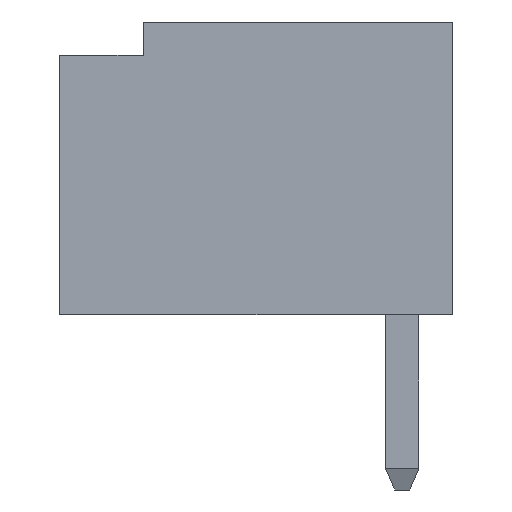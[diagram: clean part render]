
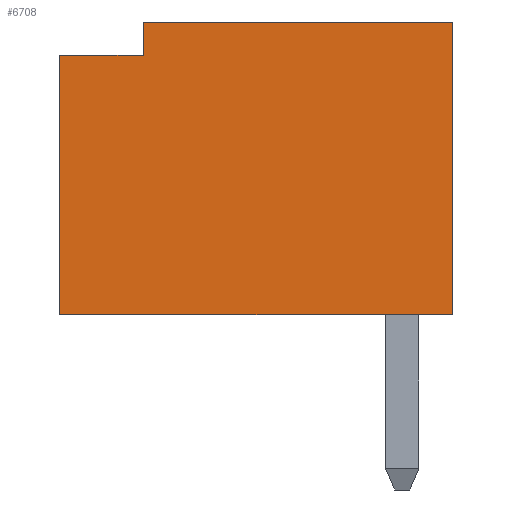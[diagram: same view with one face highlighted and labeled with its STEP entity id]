
A CAD part, left-side view. The second image highlights one B-rep face of the part: STEP entity #6708.
In plain terms, the highlighted planar face has unit normal (-1, 0, 0).
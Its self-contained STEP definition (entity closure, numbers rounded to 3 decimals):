
#5=DIRECTION('',(0.,0.,1.));
#6=VECTOR('',#5,3.5);
#7=CARTESIAN_POINT('',(-7.75,0.,-1.75));
#8=LINE('',#7,#6);
#57=DIRECTION('',(0.,1.,0.));
#58=VECTOR('',#57,3.7);
#59=CARTESIAN_POINT('',(-7.75,0.,1.75));
#60=LINE('',#59,#58);
#865=DIRECTION('',(0.,0.,1.));
#866=VECTOR('',#865,3.1);
#867=CARTESIAN_POINT('',(-7.75,4.7,-1.75));
#868=LINE('',#867,#866);
#993=DIRECTION('',(0.,-1.,0.));
#994=VECTOR('',#993,1.);
#995=CARTESIAN_POINT('',(-7.75,4.7,1.35));
#996=LINE('',#995,#994);
#997=DIRECTION('',(0.,0.,-1.));
#998=VECTOR('',#997,0.4);
#999=CARTESIAN_POINT('',(-7.75,3.7,1.75));
#1000=LINE('',#999,#998);
#1001=DIRECTION('',(0.,1.,0.));
#1002=VECTOR('',#1001,4.7);
#1003=CARTESIAN_POINT('',(-7.75,0.,-1.75));
#1004=LINE('',#1003,#1002);
#4355=CARTESIAN_POINT('',(-7.75,0.,-1.75));
#4356=CARTESIAN_POINT('',(-7.75,0.,1.75));
#4357=VERTEX_POINT('',#4355);
#4358=VERTEX_POINT('',#4356);
#4377=CARTESIAN_POINT('',(-7.75,4.7,-1.75));
#4378=VERTEX_POINT('',#4377);
#4403=CARTESIAN_POINT('',(-7.75,4.7,1.35));
#4404=CARTESIAN_POINT('',(-7.75,3.7,1.35));
#4405=VERTEX_POINT('',#4403);
#4406=VERTEX_POINT('',#4404);
#4407=CARTESIAN_POINT('',(-7.75,3.7,1.75));
#4408=VERTEX_POINT('',#4407);
#6693=CARTESIAN_POINT('',(-7.75,0.,-1.75));
#6694=DIRECTION('',(-1.,0.,0.));
#6695=DIRECTION('',(0.,0.,1.));
#6696=AXIS2_PLACEMENT_3D('',#6693,#6694,#6695);
#6697=PLANE('',#6696);
#6699=ORIENTED_EDGE('',*,*,#6698,.T.);
#6700=ORIENTED_EDGE('',*,*,#6682,.F.);
#6701=ORIENTED_EDGE('',*,*,#5769,.F.);
#6702=ORIENTED_EDGE('',*,*,#5712,.F.);
#6704=ORIENTED_EDGE('',*,*,#6703,.T.);
#6705=ORIENTED_EDGE('',*,*,#6544,.T.);
#6706=EDGE_LOOP('',(#6699,#6700,#6701,#6702,#6704,#6705));
#6707=FACE_OUTER_BOUND('',#6706,.F.);
#5712=EDGE_CURVE('',#4357,#4358,#8,.T.);
#5769=EDGE_CURVE('',#4358,#4408,#60,.T.);
#6544=EDGE_CURVE('',#4378,#4405,#868,.T.);
#6682=EDGE_CURVE('',#4408,#4406,#1000,.T.);
#6698=EDGE_CURVE('',#4405,#4406,#996,.T.);
#6703=EDGE_CURVE('',#4357,#4378,#1004,.T.);
#6708=ADVANCED_FACE('',(#6707),#6697,.T.);
